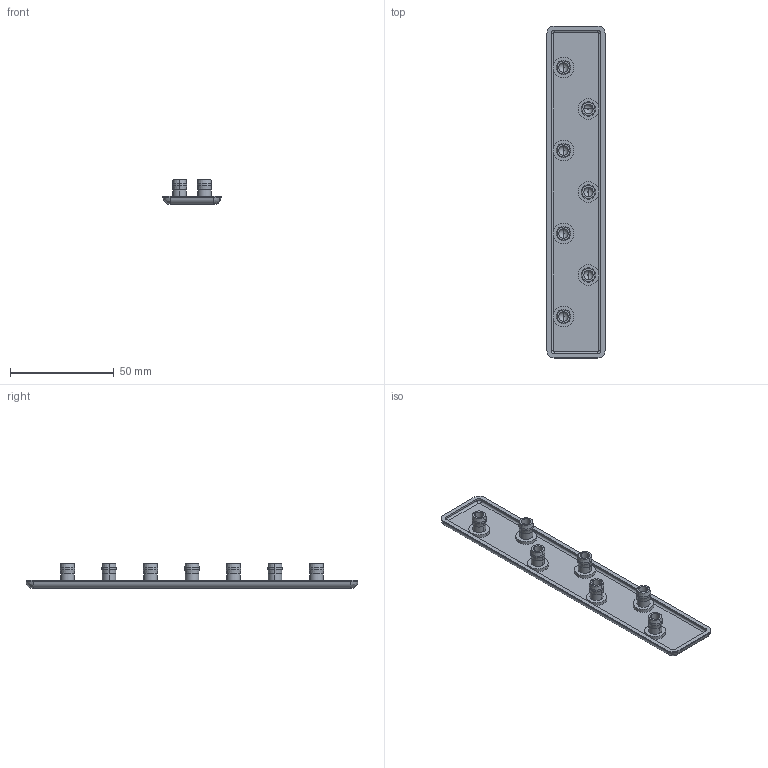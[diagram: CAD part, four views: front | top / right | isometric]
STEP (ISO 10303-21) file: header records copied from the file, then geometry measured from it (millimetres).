
FILE_DESCRIPTION (( 'STEP AP214' ), '1' );
FILE_NAME ('SZ0043S Profile Cap 28x160.STEP', '2021-10-21T11:55:08', ( '' ), ( '' ), 'SwSTEP 2.0', 'SolidWorks 2021', '' );
FILE_SCHEMA (( 'AUTOMOTIVE_DESIGN' ));
Length unit declared in the file: millimetre
Products named in the file (1): SZ0043S Profile Cap 28x160
Bounding box: 28 x 160 x 12 mm (x, y, z)
Volume: 11593.2 mm3; surface area: 12684.3 mm2
Topology: 1 solids, 1 shells, 155 faces, 335 edges, 194 vertices
Faces by surface type: cylinder 72, plane 32, cone 28, torus 18, bspline 5
Entity records: 4389 total; most frequent: CARTESIAN_POINT 920, DIRECTION 804, ORIENTED_EDGE 660, AXIS2_PLACEMENT_3D 337, EDGE_CURVE 330, VERTEX_POINT 193, CIRCLE 186, EDGE_LOOP 171
